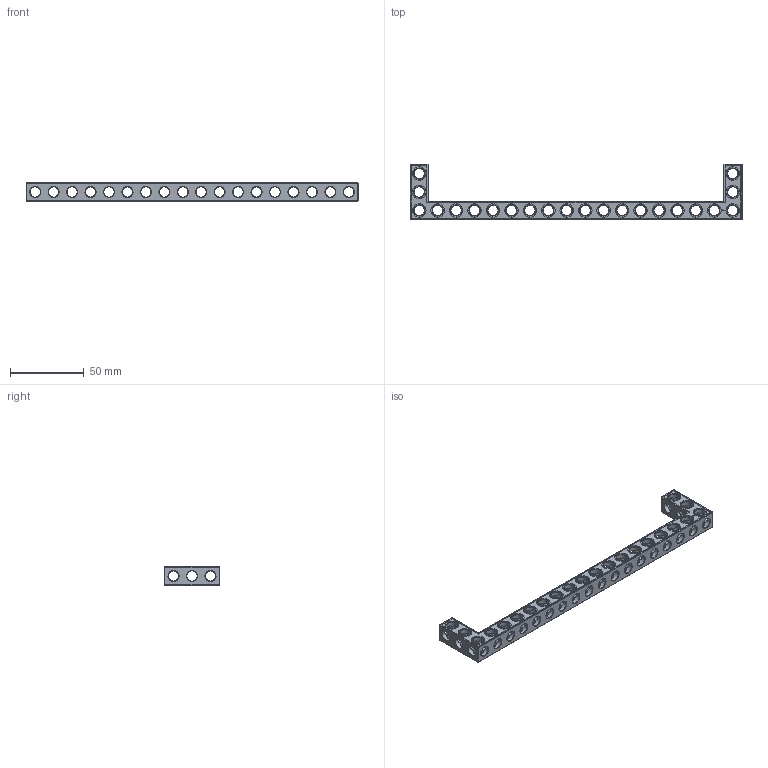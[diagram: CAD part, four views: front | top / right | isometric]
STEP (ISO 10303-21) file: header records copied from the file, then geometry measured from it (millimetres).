
FILE_DESCRIPTION(('FreeCAD Model'),'2;1');
FILE_NAME('Open CASCADE Shape Model','2022-03-06T17:54:36',('Author'),( ''),'Open CASCADE STEP processor 7.5','FreeCAD','Unknown');
FILE_SCHEMA(('AUTOMOTIVE_DESIGN { 1 0 10303 214 1 1 1 1 }'));
Products named in the file (1): Beam AGD ESS USH SYM BU18x03x01 - SPN-BEM-0595 (stemfie.org)
Bounding box: 225 x 37.5 x 12.5 mm (x, y, z)
Volume: 21482.8 mm3; surface area: 19284 mm2
Topology: 1 solids, 1 shells, 799 faces, 2389 edges, 1559 vertices
Faces by surface type: plane 394, extrusion 182, cylinder 133, cone 90
Full cylindrical faces by diameter (mm): 6.98 x8, 7 x103, 9.2 x22
Entity records: 84562 total; most frequent: CARTESIAN_POINT 39603, DIRECTION 7339, VECTOR 4825, ORIENTED_EDGE 4778, PCURVE 4778, DEFINITIONAL_REPRESENTATION 4778, LINE 4643, EDGE_CURVE 2389
